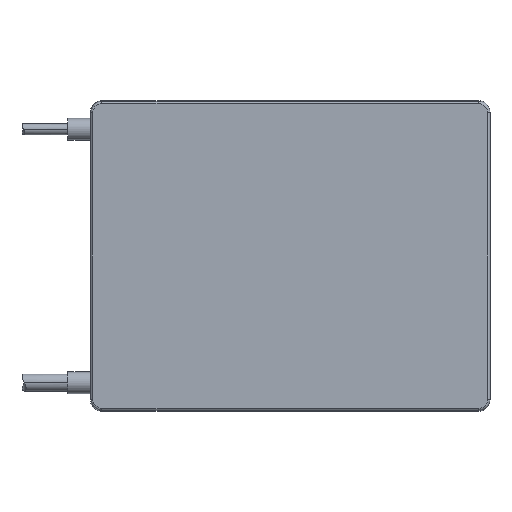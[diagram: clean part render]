
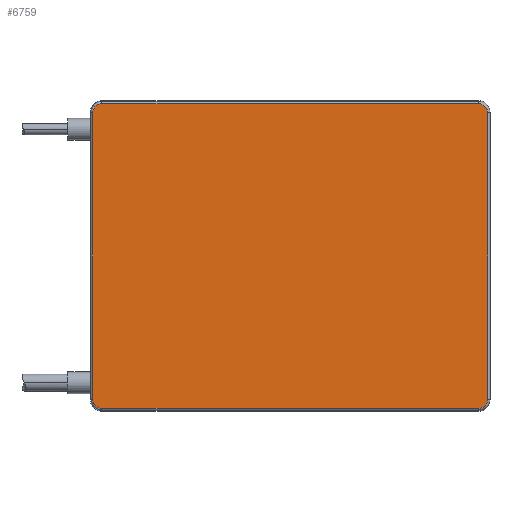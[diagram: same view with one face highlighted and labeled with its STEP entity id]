
A CAD part, front view. The second image highlights one B-rep face of the part: STEP entity #6759.
In plain terms, the highlighted planar face has unit normal (0, -1, 0).
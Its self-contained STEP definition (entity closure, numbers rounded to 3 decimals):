
#1891=CARTESIAN_POINT('',(150.167,-7.85,-66.668));
#1892=CARTESIAN_POINT('',(150.401,-7.85,
-66.668));
#1893=CARTESIAN_POINT('',(150.862,-7.85,
-66.628));
#1894=CARTESIAN_POINT('',(151.541,-7.85,
-66.446));
#1895=CARTESIAN_POINT('',(152.176,-7.85,
-66.15));
#1896=CARTESIAN_POINT('',(152.751,-7.85,-65.748));
#1897=CARTESIAN_POINT('',(153.247,-7.85,-65.252));
#1898=CARTESIAN_POINT('',(153.649,-7.85,
-64.677));
#1899=CARTESIAN_POINT('',(153.945,-7.85,
-64.042));
#1900=CARTESIAN_POINT('',(154.126,-7.85,
-63.363));
#1901=CARTESIAN_POINT('',(154.166,-7.85,
-62.902));
#1902=CARTESIAN_POINT('',(154.167,-7.85,-62.668));
#1904=DIRECTION('',(1.,0.,0.));
#1905=VECTOR('',#1904,165.);
#1906=CARTESIAN_POINT('',(-14.834,-7.85,-66.668));
#1907=LINE('',#1906,#1905);
#1908=CARTESIAN_POINT('',(-18.834,-7.85,-62.668));
#1909=CARTESIAN_POINT('',(-18.833,-7.85,
-62.902));
#1910=CARTESIAN_POINT('',(-18.793,-7.85,
-63.364));
#1911=CARTESIAN_POINT('',(-18.612,-7.85,
-64.042));
#1912=CARTESIAN_POINT('',(-18.315,-7.85,
-64.678));
#1913=CARTESIAN_POINT('',(-17.913,-7.85,-65.252));
#1914=CARTESIAN_POINT('',(-17.417,-7.85,-65.748));
#1915=CARTESIAN_POINT('',(-16.843,-7.85,
-66.15));
#1916=CARTESIAN_POINT('',(-16.208,-7.85,
-66.447));
#1917=CARTESIAN_POINT('',(-15.529,-7.85,
-66.628));
#1918=CARTESIAN_POINT('',(-15.068,-7.85,
-66.668));
#1919=CARTESIAN_POINT('',(-14.834,-7.85,-66.668));
#1921=CARTESIAN_POINT('',(-14.834,-7.85,66.668));
#1922=CARTESIAN_POINT('',(-15.068,-7.85,
66.668));
#1923=CARTESIAN_POINT('',(-15.529,-7.85,
66.628));
#1924=CARTESIAN_POINT('',(-16.208,-7.85,
66.446));
#1925=CARTESIAN_POINT('',(-16.843,-7.85,
66.15));
#1926=CARTESIAN_POINT('',(-17.418,-7.85,65.748));
#1927=CARTESIAN_POINT('',(-17.914,-7.85,65.252));
#1928=CARTESIAN_POINT('',(-18.316,-7.85,
64.677));
#1929=CARTESIAN_POINT('',(-18.612,-7.85,
64.042));
#1930=CARTESIAN_POINT('',(-18.793,-7.85,
63.363));
#1931=CARTESIAN_POINT('',(-18.833,-7.85,
62.902));
#1932=CARTESIAN_POINT('',(-18.834,-7.85,62.668));
#1934=DIRECTION('',(-1.,0.,0.));
#1935=VECTOR('',#1934,165.);
#1936=CARTESIAN_POINT('',(150.167,-7.85,66.668));
#1937=LINE('',#1936,#1935);
#1938=CARTESIAN_POINT('',(154.167,-7.85,62.668));
#1939=CARTESIAN_POINT('',(154.166,-7.85,62.902));
#1940=CARTESIAN_POINT('',(154.126,-7.85,63.364));
#1941=CARTESIAN_POINT('',(153.945,-7.85,64.042));
#1942=CARTESIAN_POINT('',(153.648,-7.85,64.678));
#1943=CARTESIAN_POINT('',(153.246,-7.85,65.252));
#1944=CARTESIAN_POINT('',(152.75,-7.85,65.748));
#1945=CARTESIAN_POINT('',(152.176,-7.85,66.15));
#1946=CARTESIAN_POINT('',(151.541,-7.85,66.447));
#1947=CARTESIAN_POINT('',(150.862,-7.85,66.628));
#1948=CARTESIAN_POINT('',(150.401,-7.85,66.668));
#1949=CARTESIAN_POINT('',(150.167,-7.85,66.668));
#1951=DIRECTION('',(0.,0.,1.));
#1952=VECTOR('',#1951,125.335);
#1953=CARTESIAN_POINT('',(154.167,-7.85,-62.668));
#1954=LINE('',#1953,#1952);
#2277=DIRECTION('',(0.,0.,-1.));
#2278=VECTOR('',#2277,125.335);
#2279=CARTESIAN_POINT('',(-18.834,-7.85,62.668));
#2280=LINE('',#2279,#2278);
#3215=VERTEX_POINT('',#1891);
#3216=VERTEX_POINT('',#1902);
#3217=CARTESIAN_POINT('',(154.167,-7.85,62.668));
#3218=VERTEX_POINT('',#3217);
#3219=VERTEX_POINT('',#1949);
#3220=CARTESIAN_POINT('',(-14.834,-7.85,66.668));
#3221=VERTEX_POINT('',#3220);
#3226=VERTEX_POINT('',#1932);
#3227=VERTEX_POINT('',#1908);
#3228=VERTEX_POINT('',#1919);
#6739=CARTESIAN_POINT('',(67.667,-7.85,0.));
#6740=DIRECTION('',(0.,1.,0.));
#6741=DIRECTION('',(-1.,0.,0.));
#6742=AXIS2_PLACEMENT_3D('',#6739,#6740,#6741);
#6743=PLANE('',#6742);
#6745=ORIENTED_EDGE('',*,*,#6744,.F.);
#6746=ORIENTED_EDGE('',*,*,#6723,.F.);
#6747=ORIENTED_EDGE('',*,*,#6624,.F.);
#6749=ORIENTED_EDGE('',*,*,#6748,.F.);
#6750=ORIENTED_EDGE('',*,*,#6525,.F.);
#6752=ORIENTED_EDGE('',*,*,#6751,.F.);
#6754=ORIENTED_EDGE('',*,*,#6753,.F.);
#6756=ORIENTED_EDGE('',*,*,#6755,.F.);
#6757=EDGE_LOOP('',(#6745,#6746,#6747,#6749,#6750,#6752,#6754,#6756));
#6758=FACE_OUTER_BOUND('',#6757,.F.);
#6759=ADVANCED_FACE('',(#6758),#6743,.F.);
#1903=B_SPLINE_CURVE_WITH_KNOTS('',3,(#1891,#1892,#1893,#1894,#1895,#1896,#1897,
#1898,#1899,#1900,#1901,#1902),.UNSPECIFIED.,.F.,.F.,(4,1,1,1,1,1,1,1,1,4),
(0.,0.111,0.222,0.333,0.444,
0.556,0.667,0.778,0.889,1.),
.UNSPECIFIED.);
#1920=B_SPLINE_CURVE_WITH_KNOTS('',3,(#1908,#1909,#1910,#1911,#1912,#1913,#1914,
#1915,#1916,#1917,#1918,#1919),.UNSPECIFIED.,.F.,.F.,(4,1,1,1,1,1,1,1,1,4),
(0.,0.111,0.222,0.333,0.444,
0.556,0.667,0.778,0.889,1.),
.UNSPECIFIED.);
#1933=B_SPLINE_CURVE_WITH_KNOTS('',3,(#1921,#1922,#1923,#1924,#1925,#1926,#1927,
#1928,#1929,#1930,#1931,#1932),.UNSPECIFIED.,.F.,.F.,(4,1,1,1,1,1,1,1,1,4),
(0.,0.111,0.222,0.333,0.444,
0.556,0.667,0.778,0.889,1.),
.UNSPECIFIED.);
#1950=B_SPLINE_CURVE_WITH_KNOTS('',3,(#1938,#1939,#1940,#1941,#1942,#1943,#1944,
#1945,#1946,#1947,#1948,#1949),.UNSPECIFIED.,.F.,.F.,(4,1,1,1,1,1,1,1,1,4),
(0.,0.111,0.222,0.333,0.444,
0.556,0.667,0.778,0.889,1.),
.UNSPECIFIED.);
#6525=EDGE_CURVE('',#3221,#3226,#1933,.T.);
#6624=EDGE_CURVE('',#3227,#3228,#1920,.T.);
#6723=EDGE_CURVE('',#3228,#3215,#1907,.T.);
#6744=EDGE_CURVE('',#3215,#3216,#1903,.T.);
#6748=EDGE_CURVE('',#3226,#3227,#2280,.T.);
#6751=EDGE_CURVE('',#3219,#3221,#1937,.T.);
#6753=EDGE_CURVE('',#3218,#3219,#1950,.T.);
#6755=EDGE_CURVE('',#3216,#3218,#1954,.T.);
